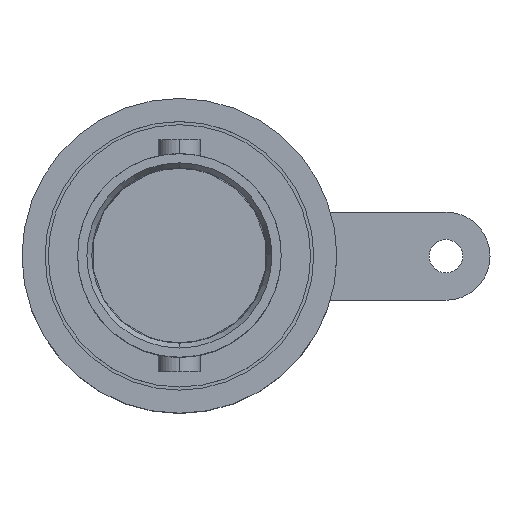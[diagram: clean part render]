
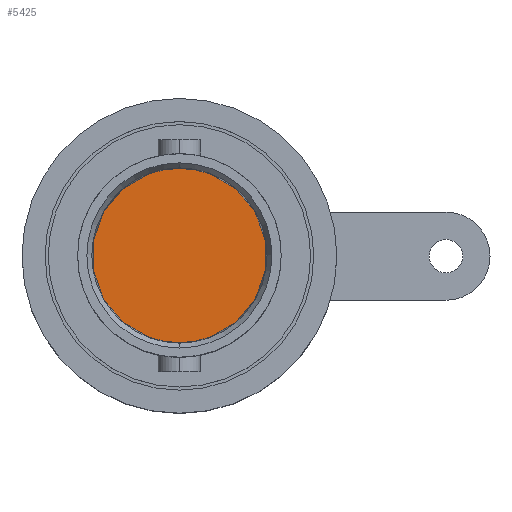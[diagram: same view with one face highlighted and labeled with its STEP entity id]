
A CAD part, top view. The second image highlights one B-rep face of the part: STEP entity #5425.
In plain terms, the highlighted planar face has unit normal (0, 0, 1).
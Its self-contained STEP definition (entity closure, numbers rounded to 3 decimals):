
#255 = CARTESIAN_POINT ( 'NONE',  ( 0., 0., -1.998 ) ) ;
#886 = EDGE_CURVE ( 'NONE', #3262, #10942, #2440, .T. ) ;
#925 = ORIENTED_EDGE ( 'NONE', *, *, #8524, .T. ) ;
#936 = AXIS2_PLACEMENT_3D ( 'NONE', #3276, #10410, #5083 ) ;
#1142 = DIRECTION ( 'NONE',  ( -1., 0., 0. ) ) ;
#1302 = FACE_OUTER_BOUND ( 'NONE', #9394, .T. ) ;
#2440 = CIRCLE ( 'NONE', #8863, 4.152 ) ;
#2674 = CARTESIAN_POINT ( 'NONE',  ( 0., 4.152, -1.998 ) ) ;
#3262 = VERTEX_POINT ( 'NONE', #11538 ) ;
#3276 = CARTESIAN_POINT ( 'NONE',  ( 0., 0., -1.998 ) ) ;
#5083 = DIRECTION ( 'NONE',  ( -1., 0., 0. ) ) ;
#5425 = ADVANCED_FACE ( 'NONE', ( #1302 ), #11292, .F. ) ;
#6485 = DIRECTION ( 'NONE',  ( 0., 0., 1. ) ) ;
#7492 = CIRCLE ( 'NONE', #8372, 4.152 ) ;
#8372 = AXIS2_PLACEMENT_3D ( 'NONE', #255, #6485, #1142 ) ;
#8524 = EDGE_CURVE ( 'NONE', #10942, #3262, #7492, .T. ) ;
#8863 = AXIS2_PLACEMENT_3D ( 'NONE', #10600, #9792, #9721 ) ;
#9394 = EDGE_LOOP ( 'NONE', ( #11335, #925 ) ) ;
#9721 = DIRECTION ( 'NONE',  ( -1., 0., 0. ) ) ;
#9792 = DIRECTION ( 'NONE',  ( 0., 0., 1. ) ) ;
#10410 = DIRECTION ( 'NONE',  ( 0., 0., -1. ) ) ;
#10600 = CARTESIAN_POINT ( 'NONE',  ( 0., 0., -1.998 ) ) ;
#10942 = VERTEX_POINT ( 'NONE', #2674 ) ;
#11292 = PLANE ( 'NONE',  #936 ) ;
#11335 = ORIENTED_EDGE ( 'NONE', *, *, #886, .T. ) ;
#11538 = CARTESIAN_POINT ( 'NONE',  ( 0., -4.152, -1.998 ) ) ;
